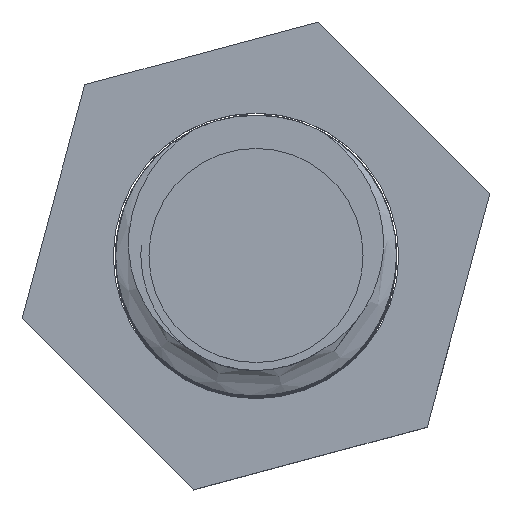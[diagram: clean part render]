
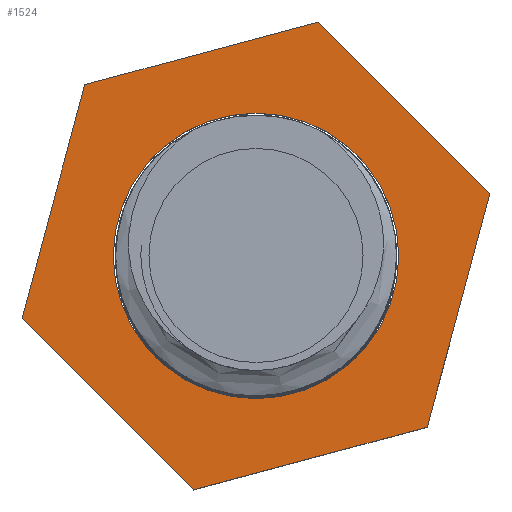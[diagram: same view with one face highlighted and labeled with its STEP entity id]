
A CAD part, top view. The second image highlights one B-rep face of the part: STEP entity #1524.
In plain terms, the highlighted planar face has unit normal (0, 0, 1).
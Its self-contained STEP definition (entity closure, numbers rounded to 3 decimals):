
#14=FACE_BOUND('',#343,.T.);
#173=PLANE('',#1632);
#257=FACE_OUTER_BOUND('',#342,.T.);
#342=EDGE_LOOP('',(#1359,#1360,#1361,#1362,#1363,#1364));
#343=EDGE_LOOP('',(#1365));
#413=LINE('',#6382,#498);
#417=LINE('',#6390,#502);
#420=LINE('',#6396,#505);
#423=LINE('',#6402,#508);
#426=LINE('',#6408,#511);
#429=LINE('',#6413,#514);
#498=VECTOR('',#1873,10.);
#502=VECTOR('',#1879,10.);
#505=VECTOR('',#1884,10.);
#508=VECTOR('',#1889,10.);
#511=VECTOR('',#1894,10.);
#514=VECTOR('',#1899,10.);
#525=CIRCLE('',#1625,4.);
#667=VERTEX_POINT('',#6376);
#668=VERTEX_POINT('',#6380);
#669=VERTEX_POINT('',#6381);
#672=VERTEX_POINT('',#6389);
#674=VERTEX_POINT('',#6395);
#676=VERTEX_POINT('',#6401);
#678=VERTEX_POINT('',#6407);
#892=EDGE_CURVE('',#667,#667,#525,.T.);
#893=EDGE_CURVE('',#668,#669,#413,.T.);
#897=EDGE_CURVE('',#672,#668,#417,.T.);
#900=EDGE_CURVE('',#674,#672,#420,.T.);
#903=EDGE_CURVE('',#676,#674,#423,.T.);
#906=EDGE_CURVE('',#678,#676,#426,.T.);
#909=EDGE_CURVE('',#669,#678,#429,.T.);
#1359=ORIENTED_EDGE('',*,*,#909,.F.);
#1360=ORIENTED_EDGE('',*,*,#893,.F.);
#1361=ORIENTED_EDGE('',*,*,#897,.F.);
#1362=ORIENTED_EDGE('',*,*,#900,.F.);
#1363=ORIENTED_EDGE('',*,*,#903,.F.);
#1364=ORIENTED_EDGE('',*,*,#906,.F.);
#1365=ORIENTED_EDGE('',*,*,#892,.F.);
#1524=ADVANCED_FACE('',(#257,#14),#173,.T.);
#1625=AXIS2_PLACEMENT_3D('',#6378,#1869,#1870);
#1632=AXIS2_PLACEMENT_3D('',#6415,#1901,#1902);
#1869=DIRECTION('center_axis',(0.,0.,1.));
#1870=DIRECTION('ref_axis',(1.,0.,0.));
#1873=DIRECTION('',(0.707,-0.707,0.));
#1879=DIRECTION('',(0.966,0.259,0.));
#1884=DIRECTION('',(0.259,0.966,0.));
#1889=DIRECTION('',(-0.707,0.707,0.));
#1894=DIRECTION('',(-0.966,-0.259,0.));
#1899=DIRECTION('',(-0.259,-0.966,0.));
#1901=DIRECTION('center_axis',(0.,0.,1.));
#1902=DIRECTION('ref_axis',(1.,0.,0.));
#6376=CARTESIAN_POINT('',(-4.,0.,45.));
#6378=CARTESIAN_POINT('Origin',(0.,0.,45.));
#6380=CARTESIAN_POINT('',(1.756,6.553,45.));
#6381=CARTESIAN_POINT('',(6.553,1.756,45.));
#6382=CARTESIAN_POINT('',(5.353,2.955,45.));
#6389=CARTESIAN_POINT('',(-4.797,4.797,45.));
#6390=CARTESIAN_POINT('',(0.118,6.114,45.));
#6395=CARTESIAN_POINT('',(-6.553,-1.756,45.));
#6396=CARTESIAN_POINT('',(-5.236,3.159,45.));
#6401=CARTESIAN_POINT('',(-1.756,-6.553,45.));
#6402=CARTESIAN_POINT('',(-5.353,-2.955,45.));
#6407=CARTESIAN_POINT('',(4.797,-4.797,45.));
#6408=CARTESIAN_POINT('',(-0.118,-6.114,45.));
#6413=CARTESIAN_POINT('',(5.236,-3.159,45.));
#6415=CARTESIAN_POINT('Origin',(0.,0.,45.));
